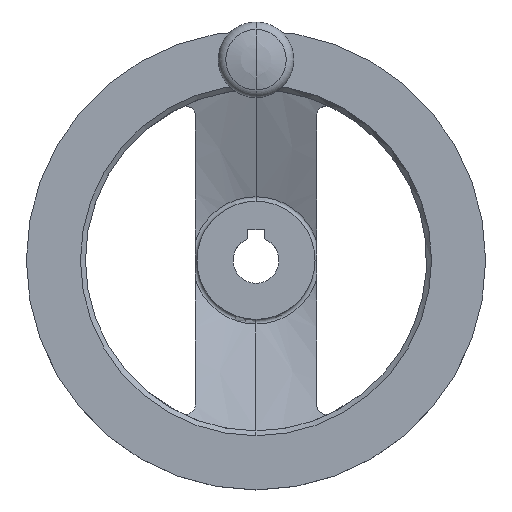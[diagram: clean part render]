
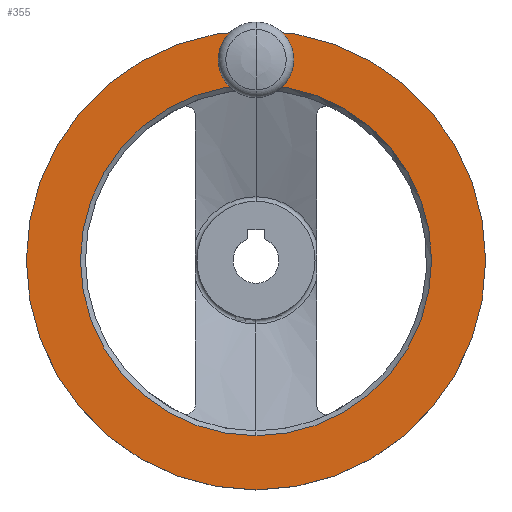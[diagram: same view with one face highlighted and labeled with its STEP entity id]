
A CAD part, top view. The second image highlights one B-rep face of the part: STEP entity #355.
In plain terms, the highlighted planar face has unit normal (0, 0, 1).
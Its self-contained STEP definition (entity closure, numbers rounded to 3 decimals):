
#291=EDGE_CURVE('',#559,#415,#832,.T.);
#351=EDGE_CURVE('',#461,#673,#901,.T.);
#355=ADVANCED_FACE('',(#905,#906,#907),#908,.T.);
#415=VERTEX_POINT('',#975);
#461=VERTEX_POINT('',#1027);
#503=VERTEX_POINT('',#1071);
#559=VERTEX_POINT('',#1130);
#567=EDGE_CURVE('',#415,#559,#1138,.T.);
#591=VERTEX_POINT('',#1162);
#671=EDGE_CURVE('',#673,#461,#1254,.T.);
#673=VERTEX_POINT('',#1256);
#711=EDGE_CURVE('',#591,#503,#1297,.T.);
#719=EDGE_CURVE('',#503,#591,#1305,.T.);
#832=CIRCLE('',#1420,70.);
#901=CIRCLE('',#1505,53.5);
#905=FACE_BOUND('',#1510,.T.);
#906=FACE_BOUND('',#1511,.T.);
#907=FACE_OUTER_BOUND('',#1512,.T.);
#908=PLANE('',#1513);
#975=CARTESIAN_POINT('',(0.,70.,36.0));
#1027=CARTESIAN_POINT('',(0.,53.5,36.0));
#1071=CARTESIAN_POINT('',(0.,54.5,36.));
#1130=CARTESIAN_POINT('',(0.,-70.0,36.0));
#1138=CIRCLE('',#1909,70.);
#1162=CARTESIAN_POINT('',(0.,67.5,36.0));
#1254=CIRCLE('',#2162,53.5);
#1256=CARTESIAN_POINT('',(0.,-53.5,36.0));
#1297=CIRCLE('',#2254,6.5);
#1305=CIRCLE('',#2267,6.5);
#1420=AXIS2_PLACEMENT_3D('',#2496,#2497,#2498);
#1505=AXIS2_PLACEMENT_3D('',#2597,#2598,#2599);
#1510=EDGE_LOOP('',(#2604,#2605));
#1511=EDGE_LOOP('',(#2606,#2607));
#1512=EDGE_LOOP('',(#2608,#2609));
#1513=AXIS2_PLACEMENT_3D('',#2610,#2611,#2612);
#1909=AXIS2_PLACEMENT_3D('',#2855,#2856,#2857);
#2162=AXIS2_PLACEMENT_3D('',#3008,#3009,#3010);
#2254=AXIS2_PLACEMENT_3D('',#3045,#3046,#3047);
#2267=AXIS2_PLACEMENT_3D('',#3055,#3056,#3057);
#2496=CARTESIAN_POINT('',(0.,0.,36.0));
#2497=DIRECTION('',(0.,0.,1.0));
#2498=DIRECTION('',(0.,1.0,0.));
#2597=CARTESIAN_POINT('',(0.,0.,36.0));
#2598=DIRECTION('',(0.,0.,1.0));
#2599=DIRECTION('',(0.,1.0,0.));
#2604=ORIENTED_EDGE('',*,*,#719,.T.);
#2605=ORIENTED_EDGE('',*,*,#711,.T.);
#2606=ORIENTED_EDGE('',*,*,#351,.F.);
#2607=ORIENTED_EDGE('',*,*,#671,.F.);
#2608=ORIENTED_EDGE('',*,*,#567,.T.);
#2609=ORIENTED_EDGE('',*,*,#291,.T.);
#2610=CARTESIAN_POINT('',(0.,61.75,36.0));
#2611=DIRECTION('',(0.,0.,1.0));
#2612=DIRECTION('',(0.,1.0,0.0));
#2855=CARTESIAN_POINT('',(0.,0.,36.0));
#2856=DIRECTION('',(0.,0.,1.0));
#2857=DIRECTION('',(0.,1.0,0.));
#3008=CARTESIAN_POINT('',(0.,0.,36.0));
#3009=DIRECTION('',(0.,0.,1.0));
#3010=DIRECTION('',(0.,1.0,0.));
#3045=CARTESIAN_POINT('',(0.,61.,36.0));
#3046=DIRECTION('',(0.,0.,-1.0));
#3047=DIRECTION('',(0.,-1.0,0.));
#3055=CARTESIAN_POINT('',(0.,61.,36.0));
#3056=DIRECTION('',(0.,0.,-1.0));
#3057=DIRECTION('',(0.,-1.0,0.));
